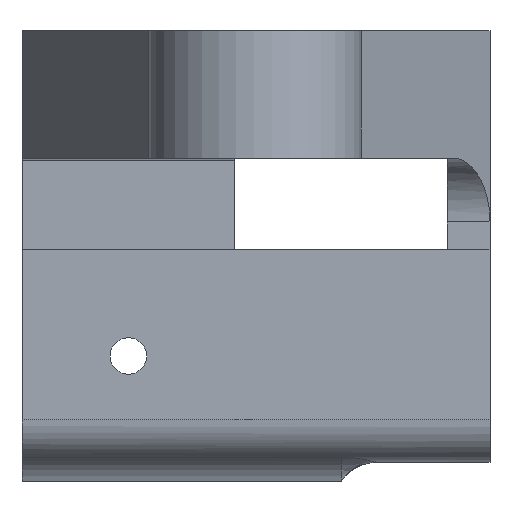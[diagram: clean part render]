
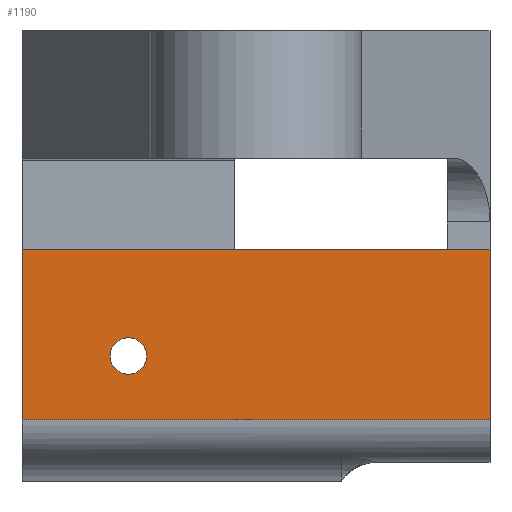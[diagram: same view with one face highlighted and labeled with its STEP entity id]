
A CAD part, front view. The second image highlights one B-rep face of the part: STEP entity #1190.
In plain terms, the highlighted planar face has unit normal (0, -1, 0).
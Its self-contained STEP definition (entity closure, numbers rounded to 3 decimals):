
#44=FACE_BOUND('',#179,.T.);
#66=PLANE('',#1305);
#116=FACE_OUTER_BOUND('',#178,.T.);
#178=EDGE_LOOP('',(#967,#968,#969,#970));
#179=EDGE_LOOP('',(#971,#972));
#228=LINE('',#1765,#346);
#246=LINE('',#1850,#364);
#285=LINE('',#1953,#403);
#286=LINE('',#1954,#404);
#346=VECTOR('',#1416,10.);
#364=VECTOR('',#1456,10.);
#403=VECTOR('',#1565,10.);
#404=VECTOR('',#1566,10.);
#446=CIRCLE('',#1237,0.856);
#447=CIRCLE('',#1238,0.856);
#498=VERTEX_POINT('',#1694);
#499=VERTEX_POINT('',#1695);
#526=VERTEX_POINT('',#1762);
#527=VERTEX_POINT('',#1764);
#550=VERTEX_POINT('',#1848);
#579=VERTEX_POINT('',#1952);
#613=EDGE_CURVE('',#498,#499,#446,.T.);
#614=EDGE_CURVE('',#499,#498,#447,.T.);
#647=EDGE_CURVE('',#526,#527,#228,.T.);
#675=EDGE_CURVE('',#550,#526,#246,.T.);
#726=EDGE_CURVE('',#579,#550,#285,.T.);
#727=EDGE_CURVE('',#527,#579,#286,.T.);
#967=ORIENTED_EDGE('',*,*,#675,.F.);
#968=ORIENTED_EDGE('',*,*,#726,.F.);
#969=ORIENTED_EDGE('',*,*,#727,.F.);
#970=ORIENTED_EDGE('',*,*,#647,.F.);
#971=ORIENTED_EDGE('',*,*,#613,.T.);
#972=ORIENTED_EDGE('',*,*,#614,.T.);
#1190=ADVANCED_FACE('',(#116,#44),#66,.T.);
#1237=AXIS2_PLACEMENT_3D('',#1696,#1352,#1353);
#1238=AXIS2_PLACEMENT_3D('',#1697,#1354,#1355);
#1305=AXIS2_PLACEMENT_3D('',#1951,#1563,#1564);
#1352=DIRECTION('center_axis',(0.,1.,0.));
#1353=DIRECTION('ref_axis',(1.,0.,0.));
#1354=DIRECTION('center_axis',(0.,1.,0.));
#1355=DIRECTION('ref_axis',(1.,0.,0.));
#1416=DIRECTION('',(0.,0.,1.));
#1456=DIRECTION('',(-1.,0.,0.));
#1563=DIRECTION('center_axis',(0.,-1.,0.));
#1564=DIRECTION('ref_axis',(0.,0.,-1.));
#1565=DIRECTION('',(0.,0.,-1.));
#1566=DIRECTION('',(1.,0.,0.));
#1694=CARTESIAN_POINT('',(-5.144,-8.3,5.));
#1695=CARTESIAN_POINT('',(-6.856,-8.3,5.));
#1696=CARTESIAN_POINT('Origin',(-6.,-8.3,5.));
#1697=CARTESIAN_POINT('Origin',(-6.,-8.3,5.));
#1762=CARTESIAN_POINT('',(-11.,-8.3,2.));
#1764=CARTESIAN_POINT('',(-11.,-8.3,10.));
#1765=CARTESIAN_POINT('',(-11.,-8.3,0.));
#1848=CARTESIAN_POINT('',(11.,-8.3,2.));
#1850=CARTESIAN_POINT('',(-5.5,-8.3,2.));
#1951=CARTESIAN_POINT('Origin',(-11.,-8.3,10.));
#1952=CARTESIAN_POINT('',(11.,-8.3,10.));
#1953=CARTESIAN_POINT('',(11.,-8.3,0.));
#1954=CARTESIAN_POINT('',(-11.,-8.3,10.));
